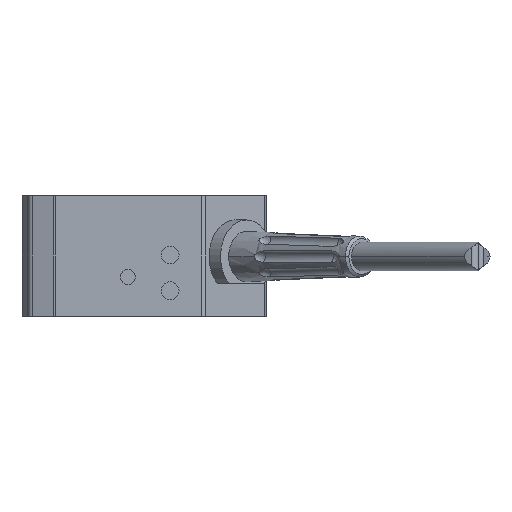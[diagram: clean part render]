
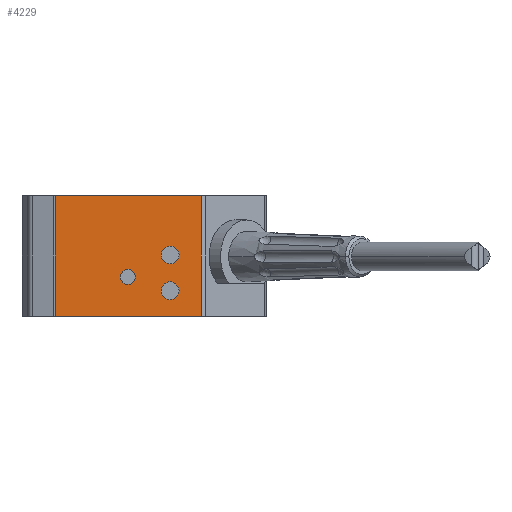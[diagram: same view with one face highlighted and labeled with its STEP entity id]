
A CAD part, left-side view. The second image highlights one B-rep face of the part: STEP entity #4229.
In plain terms, the highlighted planar face has unit normal (-1, 0, 0).
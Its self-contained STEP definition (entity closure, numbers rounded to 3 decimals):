
#6 = AXIS2_PLACEMENT_3D ( 'NONE', #166, #4431, #3802 ) ;
#18 = LINE ( 'NONE', #1112, #6424 ) ;
#19 = LINE ( 'NONE', #5645, #3955 ) ;
#166 = CARTESIAN_POINT ( 'NONE',  ( 0., 25.895, 7.5 ) ) ;
#209 = EDGE_CURVE ( 'NONE', #4151, #1220, #5131, .T. ) ;
#368 = DIRECTION ( 'NONE',  ( 1., 0., 0. ) ) ;
#380 = CARTESIAN_POINT ( 'NONE',  ( 0., 17., -2.5 ) ) ;
#398 = CIRCLE ( 'NONE', #1701, 1.1 ) ;
#419 = EDGE_LOOP ( 'NONE', ( #1109, #4909 ) ) ;
#435 = EDGE_CURVE ( 'NONE', #1220, #4151, #3460, .T. ) ;
#461 = VERTEX_POINT ( 'NONE', #1033 ) ;
#603 = ORIENTED_EDGE ( 'NONE', *, *, #6066, .T. ) ;
#903 = EDGE_CURVE ( 'NONE', #3776, #461, #398, .T. ) ;
#930 = DIRECTION ( 'NONE',  ( 0., 0., -1. ) ) ;
#1019 = VERTEX_POINT ( 'NONE', #2210 ) ;
#1023 = CARTESIAN_POINT ( 'NONE',  ( 0., 11.8, 1.3 ) ) ;
#1033 = CARTESIAN_POINT ( 'NONE',  ( 0., 11.8, -0.9 ) ) ;
#1055 = DIRECTION ( 'NONE',  ( 0., 0., -1. ) ) ;
#1109 = ORIENTED_EDGE ( 'NONE', *, *, #1840, .T. ) ;
#1112 = CARTESIAN_POINT ( 'NONE',  ( 0., 25.895, -7.35 ) ) ;
#1120 = DIRECTION ( 'NONE',  ( 0., -1., 0. ) ) ;
#1173 = LINE ( 'NONE', #2656, #6461 ) ;
#1220 = VERTEX_POINT ( 'NONE', #3379 ) ;
#1314 = ORIENTED_EDGE ( 'NONE', *, *, #435, .T. ) ;
#1349 = VERTEX_POINT ( 'NONE', #3346 ) ;
#1392 = CARTESIAN_POINT ( 'NONE',  ( 0., 11.8, -4.2 ) ) ;
#1509 = DIRECTION ( 'NONE',  ( 1., 0., 0. ) ) ;
#1537 = LINE ( 'NONE', #6324, #6493 ) ;
#1585 = ORIENTED_EDGE ( 'NONE', *, *, #903, .T. ) ;
#1587 = EDGE_CURVE ( 'NONE', #1349, #2338, #18, .T. ) ;
#1701 = AXIS2_PLACEMENT_3D ( 'NONE', #5204, #5236, #1055 ) ;
#1840 = EDGE_CURVE ( 'NONE', #4748, #1019, #5450, .T. ) ;
#1999 = ORIENTED_EDGE ( 'NONE', *, *, #5866, .T. ) ;
#2007 = EDGE_LOOP ( 'NONE', ( #1999, #1585 ) ) ;
#2040 = DIRECTION ( 'NONE',  ( 0., 0., -1. ) ) ;
#2110 = DIRECTION ( 'NONE',  ( 0., 0., -1. ) ) ;
#2165 = VERTEX_POINT ( 'NONE', #5729 ) ;
#2200 = EDGE_LOOP ( 'NONE', ( #5320, #4806, #4739, #603 ) ) ;
#2210 = CARTESIAN_POINT ( 'NONE',  ( 0., 11.8, -3.1 ) ) ;
#2259 = FACE_OUTER_BOUND ( 'NONE', #2200, .T. ) ;
#2333 = FACE_BOUND ( 'NONE', #2007, .T. ) ;
#2338 = VERTEX_POINT ( 'NONE', #4291 ) ;
#2619 = DIRECTION ( 'NONE',  ( 0., -1., 0. ) ) ;
#2656 = CARTESIAN_POINT ( 'NONE',  ( 0., 25.895, 7.5 ) ) ;
#2966 = VERTEX_POINT ( 'NONE', #5705 ) ;
#2984 = DIRECTION ( 'NONE',  ( 1., 0., 0. ) ) ;
#3017 = DIRECTION ( 'NONE',  ( 1., 0., 0. ) ) ;
#3261 = DIRECTION ( 'NONE',  ( 0., 0., -1. ) ) ;
#3295 = EDGE_CURVE ( 'NONE', #2165, #2966, #1537, .T. ) ;
#3346 = CARTESIAN_POINT ( 'NONE',  ( 0., 25.895, -7.35 ) ) ;
#3379 = CARTESIAN_POINT ( 'NONE',  ( 0., 17., -1.575 ) ) ;
#3460 = CIRCLE ( 'NONE', #5211, 0.925 ) ;
#3491 = CARTESIAN_POINT ( 'NONE',  ( 0., 11.8, -5.3 ) ) ;
#3680 = EDGE_CURVE ( 'NONE', #2966, #2338, #19, .T. ) ;
#3731 = CIRCLE ( 'NONE', #5373, 1.1 ) ;
#3776 = VERTEX_POINT ( 'NONE', #1023 ) ;
#3802 = DIRECTION ( 'NONE',  ( 0., 0., -1. ) ) ;
#3846 = CIRCLE ( 'NONE', #5918, 1.1 ) ;
#3955 = VECTOR ( 'NONE', #2110, 1000. ) ;
#4005 = CARTESIAN_POINT ( 'NONE',  ( 0., 11.8, 0.2 ) ) ;
#4119 = CARTESIAN_POINT ( 'NONE',  ( 0., 17., -2.5 ) ) ;
#4151 = VERTEX_POINT ( 'NONE', #4870 ) ;
#4229 = ADVANCED_FACE ( 'NONE', ( #5884, #2333, #5489, #2259 ), #4395, .F. ) ;
#4291 = CARTESIAN_POINT ( 'NONE',  ( 0., 8.005, -7.35 ) ) ;
#4366 = EDGE_CURVE ( 'NONE', #1019, #4748, #3846, .T. ) ;
#4395 = PLANE ( 'NONE',  #6 ) ;
#4431 = DIRECTION ( 'NONE',  ( 1., 0., 0. ) ) ;
#4739 = ORIENTED_EDGE ( 'NONE', *, *, #3295, .F. ) ;
#4748 = VERTEX_POINT ( 'NONE', #3491 ) ;
#4779 = ORIENTED_EDGE ( 'NONE', *, *, #209, .T. ) ;
#4806 = ORIENTED_EDGE ( 'NONE', *, *, #3680, .F. ) ;
#4870 = CARTESIAN_POINT ( 'NONE',  ( 0., 17., -3.425 ) ) ;
#4903 = AXIS2_PLACEMENT_3D ( 'NONE', #1392, #6112, #5764 ) ;
#4909 = ORIENTED_EDGE ( 'NONE', *, *, #4366, .T. ) ;
#4912 = AXIS2_PLACEMENT_3D ( 'NONE', #380, #3017, #6131 ) ;
#5131 = CIRCLE ( 'NONE', #4912, 0.925 ) ;
#5204 = CARTESIAN_POINT ( 'NONE',  ( 0., 11.8, 0.2 ) ) ;
#5211 = AXIS2_PLACEMENT_3D ( 'NONE', #4119, #1509, #6716 ) ;
#5236 = DIRECTION ( 'NONE',  ( 1., 0., 0. ) ) ;
#5320 = ORIENTED_EDGE ( 'NONE', *, *, #1587, .T. ) ;
#5373 = AXIS2_PLACEMENT_3D ( 'NONE', #4005, #368, #2040 ) ;
#5450 = CIRCLE ( 'NONE', #4903, 1.1 ) ;
#5489 = FACE_BOUND ( 'NONE', #419, .T. ) ;
#5587 = CARTESIAN_POINT ( 'NONE',  ( 0., 11.8, -4.2 ) ) ;
#5645 = CARTESIAN_POINT ( 'NONE',  ( 0., 8.005, 7.5 ) ) ;
#5705 = CARTESIAN_POINT ( 'NONE',  ( 0., 8.005, 7.5 ) ) ;
#5729 = CARTESIAN_POINT ( 'NONE',  ( 0., 25.895, 7.5 ) ) ;
#5764 = DIRECTION ( 'NONE',  ( 0., 0., -1. ) ) ;
#5866 = EDGE_CURVE ( 'NONE', #461, #3776, #3731, .T. ) ;
#5884 = FACE_BOUND ( 'NONE', #6251, .T. ) ;
#5918 = AXIS2_PLACEMENT_3D ( 'NONE', #5587, #2984, #930 ) ;
#6066 = EDGE_CURVE ( 'NONE', #2165, #1349, #1173, .T. ) ;
#6112 = DIRECTION ( 'NONE',  ( 1., 0., 0. ) ) ;
#6131 = DIRECTION ( 'NONE',  ( 0., 0., -1. ) ) ;
#6251 = EDGE_LOOP ( 'NONE', ( #4779, #1314 ) ) ;
#6324 = CARTESIAN_POINT ( 'NONE',  ( 0., 25.895, 7.5 ) ) ;
#6424 = VECTOR ( 'NONE', #2619, 1000. ) ;
#6461 = VECTOR ( 'NONE', #3261, 1000. ) ;
#6493 = VECTOR ( 'NONE', #1120, 1000. ) ;
#6716 = DIRECTION ( 'NONE',  ( 0., 0., -1. ) ) ;
